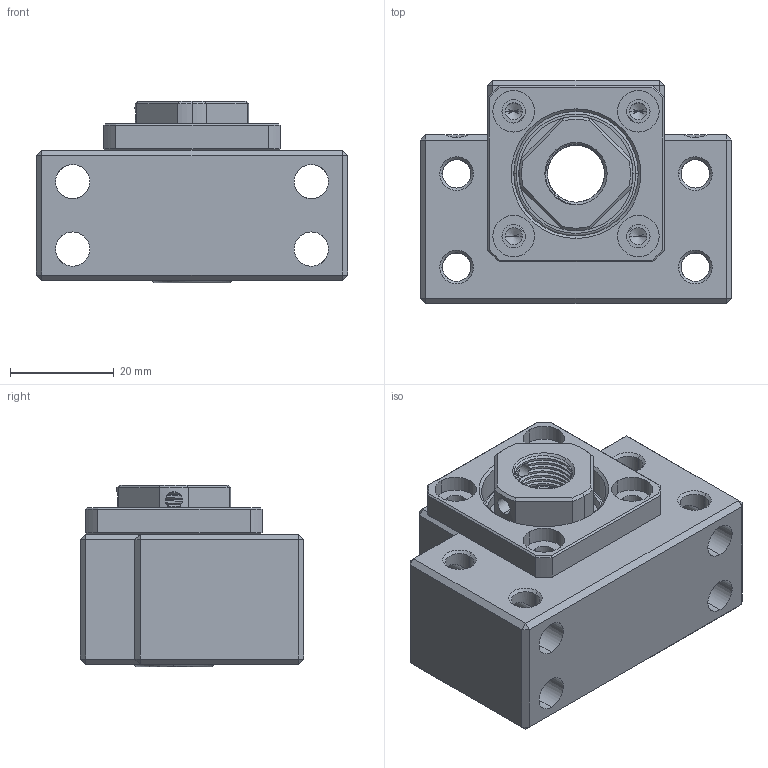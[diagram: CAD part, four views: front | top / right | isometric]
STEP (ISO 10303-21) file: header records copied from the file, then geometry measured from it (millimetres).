
FILE_DESCRIPTION(/* description */ ('Alibre Inc.'),/* implementation_level */ '2;1');
FILE_NAME(/* name */ 'export-3E971C1A-8AD4-43F9-8980-2CE67641C7E2',/* time_stamp */ '2021-05-11T14:17:26+02:00',/* author */ (''),/* organization */ (''),/* preprocessor_version */ 'ST-DEVELOPER v17',/* originating_system */ 'Alibre',/* authorisation */ '');
FILE_SCHEMA (('AUTOMOTIVE_DESIGN'));
Length unit declared in the file: millimetre
Products named in the file (36): 1BK12X
Bounding box: 60 x 43 x 35 mm (x, y, z)
Volume: 48233.5 mm3; surface area: 28622.9 mm2
Topology: 35 solids, 35 shells, 534 faces, 1313 edges, 698 vertices
Faces by surface type: cylinder 151, torus 117, plane 103, cone 76, sphere 70, bspline 17
Entity records: 18871 total; most frequent: CARTESIAN_POINT 6466, DIRECTION 2460, ORIENTED_EDGE 2330, AXIS2_PLACEMENT_3D 1166, EDGE_CURVE 1165, VERTEX_POINT 698, EDGE_LOOP 597, FACE_BOUND 597
